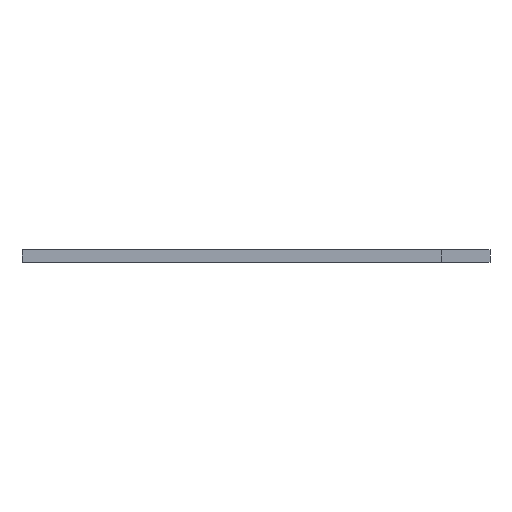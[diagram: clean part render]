
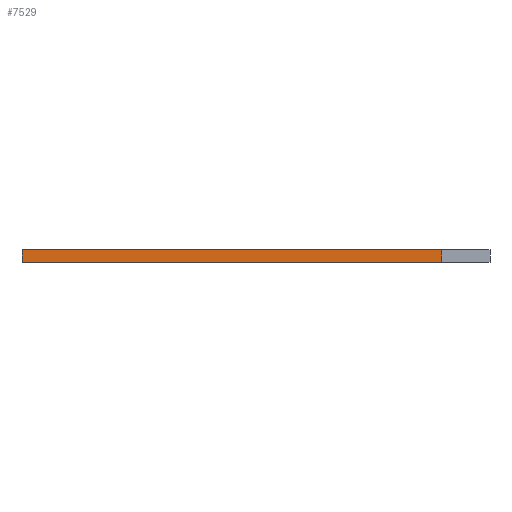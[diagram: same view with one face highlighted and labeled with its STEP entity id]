
A CAD part, left-side view. The second image highlights one B-rep face of the part: STEP entity #7529.
In plain terms, the highlighted planar face has unit normal (-1, 0, 0).
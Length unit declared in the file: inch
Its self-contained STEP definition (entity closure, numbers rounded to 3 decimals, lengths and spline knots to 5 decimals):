
#459=LINE('',#16599,#888);
#460=LINE('',#16602,#889);
#461=LINE('',#16604,#890);
#462=LINE('',#16605,#891);
#888=VECTOR('',#8108,0.3937);
#889=VECTOR('',#8111,0.3937);
#890=VECTOR('',#8112,0.3937);
#891=VECTOR('',#8113,0.3937);
#1670=FACE_OUTER_BOUND('',#2089,.T.);
#2089=EDGE_LOOP('',(#6711,#6712,#6713,#6714));
#3599=VERTEX_POINT('',#16593);
#3601=VERTEX_POINT('',#16597);
#3602=VERTEX_POINT('',#16601);
#3603=VERTEX_POINT('',#16603);
#4750=EDGE_CURVE('',#3599,#3601,#459,.T.);
#4751=EDGE_CURVE('',#3599,#3602,#460,.T.);
#4752=EDGE_CURVE('',#3603,#3601,#461,.T.);
#4753=EDGE_CURVE('',#3602,#3603,#462,.T.);
#6711=ORIENTED_EDGE('',*,*,#4751,.F.);
#6712=ORIENTED_EDGE('',*,*,#4750,.T.);
#6713=ORIENTED_EDGE('',*,*,#4752,.F.);
#6714=ORIENTED_EDGE('',*,*,#4753,.F.);
#7117=PLANE('',#7595);
#7529=ADVANCED_FACE('',(#1670),#7117,.T.);
#7595=AXIS2_PLACEMENT_3D('',#16600,#8109,#8110);
#8108=DIRECTION('',(0.,0.,1.));
#8109=DIRECTION('center_axis',(-1.,0.,0.));
#8110=DIRECTION('ref_axis',(0.,-1.,0.));
#8111=DIRECTION('',(0.,1.,0.));
#8112=DIRECTION('',(0.,-1.,0.));
#8113=DIRECTION('',(0.,0.,1.));
#16593=CARTESIAN_POINT('',(-4.75,-3.76575,0.));
#16597=CARTESIAN_POINT('',(-4.75,-3.76575,0.25));
#16599=CARTESIAN_POINT('',(-4.75,-3.76575,0.));
#16600=CARTESIAN_POINT('Origin',(-4.75,4.75,0.));
#16601=CARTESIAN_POINT('',(-4.75,4.75,0.));
#16602=CARTESIAN_POINT('',(-4.75,-4.75,0.));
#16603=CARTESIAN_POINT('',(-4.75,4.75,0.25));
#16604=CARTESIAN_POINT('',(-4.75,-4.75,0.25));
#16605=CARTESIAN_POINT('',(-4.75,4.75,0.));
